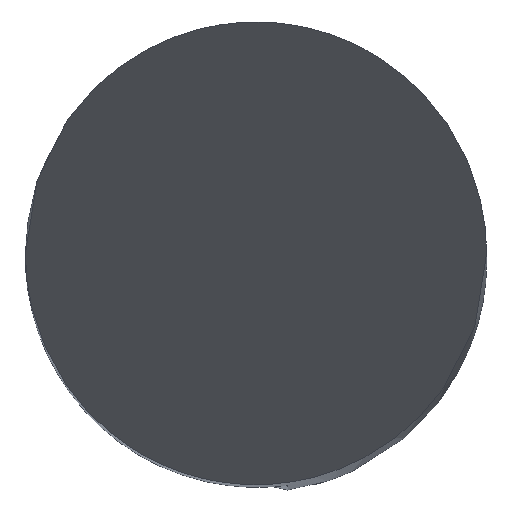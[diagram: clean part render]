
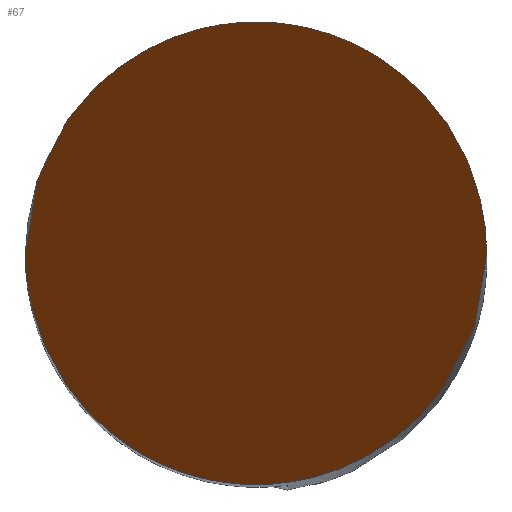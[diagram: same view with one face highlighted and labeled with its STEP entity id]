
A CAD part, top view. The second image highlights one B-rep face of the part: STEP entity #67.
In plain terms, the highlighted planar face has unit normal (0, -0.866, 0.5).
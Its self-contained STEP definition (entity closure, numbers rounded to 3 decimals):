
#49=PLANE('',#455);
#67=ADVANCED_FACE('',(#95),#49,.F.);
#95=FACE_OUTER_BOUND('',#116,.T.);
#116=EDGE_LOOP('',(#222,#223));
#222=ORIENTED_EDGE('',*,*,#334,.F.);
#223=ORIENTED_EDGE('',*,*,#342,.F.);
#294=VERTEX_POINT('',#796);
#295=VERTEX_POINT('',#797);
#334=EDGE_CURVE('',#294,#295,#401,.T.);
#342=EDGE_CURVE('',#295,#294,#404,.T.);
#401=(
BOUNDED_CURVE()
B_SPLINE_CURVE(3,(#792,#793,#794,#795),.UNSPECIFIED.,.F.,.F.)
B_SPLINE_CURVE_WITH_KNOTS((4,4),(0.,1.),.UNSPECIFIED.)
CURVE()
GEOMETRIC_REPRESENTATION_ITEM()
RATIONAL_B_SPLINE_CURVE((1.,0.333,0.333,1.))
REPRESENTATION_ITEM('')
);
#404=(
BOUNDED_CURVE()
B_SPLINE_CURVE(3,(#850,#851,#852,#853),.UNSPECIFIED.,.F.,.F.)
B_SPLINE_CURVE_WITH_KNOTS((4,4),(0.,1.),.UNSPECIFIED.)
CURVE()
GEOMETRIC_REPRESENTATION_ITEM()
RATIONAL_B_SPLINE_CURVE((1.,0.333,0.333,1.))
REPRESENTATION_ITEM('')
);
#455=AXIS2_PLACEMENT_3D('',#896,#511,#512);
#511=DIRECTION('',(0.,0.866,-0.5));
#512=DIRECTION('',(0.,-0.5,-0.866));
#792=CARTESIAN_POINT('',(-2.,0.,0.));
#793=CARTESIAN_POINT('',(-2.,4.,6.928));
#794=CARTESIAN_POINT('',(2.,4.,6.928));
#795=CARTESIAN_POINT('',(2.,0.,0.));
#796=CARTESIAN_POINT('',(-2.,0.,0.));
#797=CARTESIAN_POINT('',(2.,0.,0.));
#850=CARTESIAN_POINT('',(2.,0.,0.));
#851=CARTESIAN_POINT('',(2.,-4.,-6.928));
#852=CARTESIAN_POINT('',(-2.,-4.,-6.928));
#853=CARTESIAN_POINT('',(-2.,0.,0.));
#896=CARTESIAN_POINT('',(2.,2.,3.464));
